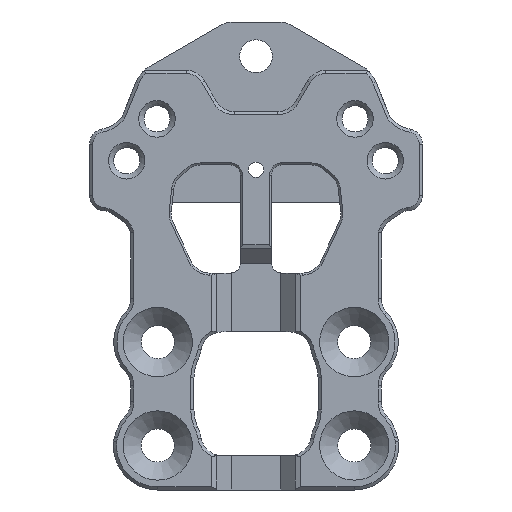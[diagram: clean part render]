
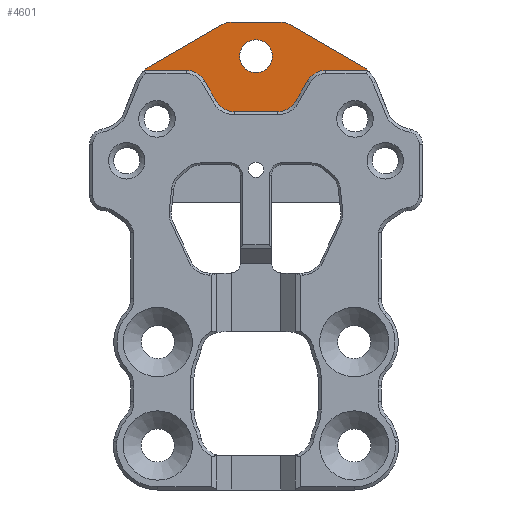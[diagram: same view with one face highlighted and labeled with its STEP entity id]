
A CAD part, front view. The second image highlights one B-rep face of the part: STEP entity #4601.
In plain terms, the highlighted planar face has unit normal (0, -1, 0).
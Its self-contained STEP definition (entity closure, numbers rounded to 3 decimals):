
#24=FACE_BOUND('',#864,.T.);
#216=CIRCLE('',#4893,3.);
#218=CIRCLE('',#4897,2.);
#219=CIRCLE('',#4900,2.);
#220=CIRCLE('',#4903,2.);
#221=CIRCLE('',#4906,2.);
#223=CIRCLE('',#4910,3.);
#291=CIRCLE('',#5035,2.);
#292=CIRCLE('',#5036,2.);
#293=CIRCLE('',#5037,1.6);
#593=FACE_OUTER_BOUND('',#863,.T.);
#863=EDGE_LOOP('',(#3629,#3630,#3631,#3632,#3633,#3634,#3635,#3636,#3637,
#3638,#3639,#3640,#3641,#3642,#3643,#3644));
#864=EDGE_LOOP('',(#3645));
#1138=LINE('',#7191,#1552);
#1141=LINE('',#7199,#1555);
#1144=LINE('',#7207,#1558);
#1147=LINE('',#7215,#1561);
#1150=LINE('',#7223,#1564);
#1237=LINE('',#7573,#1651);
#1238=LINE('',#7577,#1652);
#1239=LINE('',#7580,#1653);
#1552=VECTOR('',#5697,10.);
#1555=VECTOR('',#5706,10.);
#1558=VECTOR('',#5715,10.);
#1561=VECTOR('',#5724,10.);
#1564=VECTOR('',#5733,10.);
#1651=VECTOR('',#6074,10.);
#1652=VECTOR('',#6077,10.);
#1653=VECTOR('',#6080,10.);
#1980=VERTEX_POINT('',#7181);
#1981=VERTEX_POINT('',#7183);
#1983=VERTEX_POINT('',#7189);
#1984=VERTEX_POINT('',#7193);
#1985=VERTEX_POINT('',#7197);
#1986=VERTEX_POINT('',#7201);
#1987=VERTEX_POINT('',#7205);
#1988=VERTEX_POINT('',#7209);
#1989=VERTEX_POINT('',#7213);
#1990=VERTEX_POINT('',#7217);
#1991=VERTEX_POINT('',#7221);
#1994=VERTEX_POINT('',#7229);
#2106=VERTEX_POINT('',#7572);
#2107=VERTEX_POINT('',#7574);
#2108=VERTEX_POINT('',#7576);
#2109=VERTEX_POINT('',#7578);
#2110=VERTEX_POINT('',#7581);
#2482=EDGE_CURVE('',#1981,#1980,#216,.T.);
#2486=EDGE_CURVE('',#1983,#1980,#1138,.T.);
#2488=EDGE_CURVE('',#1983,#1984,#218,.T.);
#2490=EDGE_CURVE('',#1984,#1985,#1141,.T.);
#2492=EDGE_CURVE('',#1985,#1986,#219,.T.);
#2494=EDGE_CURVE('',#1986,#1987,#1144,.T.);
#2496=EDGE_CURVE('',#1987,#1988,#220,.T.);
#2498=EDGE_CURVE('',#1989,#1988,#1147,.T.);
#2500=EDGE_CURVE('',#1990,#1989,#221,.T.);
#2502=EDGE_CURVE('',#1991,#1990,#1150,.T.);
#2506=EDGE_CURVE('',#1991,#1994,#223,.T.);
#2669=EDGE_CURVE('',#2106,#1994,#1237,.T.);
#2670=EDGE_CURVE('',#2107,#2106,#291,.T.);
#2671=EDGE_CURVE('',#2108,#2107,#1238,.T.);
#2672=EDGE_CURVE('',#2108,#2109,#292,.T.);
#2673=EDGE_CURVE('',#2109,#1981,#1239,.T.);
#2674=EDGE_CURVE('',#2110,#2110,#293,.T.);
#3629=ORIENTED_EDGE('',*,*,#2502,.F.);
#3630=ORIENTED_EDGE('',*,*,#2506,.T.);
#3631=ORIENTED_EDGE('',*,*,#2669,.F.);
#3632=ORIENTED_EDGE('',*,*,#2670,.F.);
#3633=ORIENTED_EDGE('',*,*,#2671,.F.);
#3634=ORIENTED_EDGE('',*,*,#2672,.T.);
#3635=ORIENTED_EDGE('',*,*,#2673,.T.);
#3636=ORIENTED_EDGE('',*,*,#2482,.T.);
#3637=ORIENTED_EDGE('',*,*,#2486,.F.);
#3638=ORIENTED_EDGE('',*,*,#2488,.T.);
#3639=ORIENTED_EDGE('',*,*,#2490,.T.);
#3640=ORIENTED_EDGE('',*,*,#2492,.T.);
#3641=ORIENTED_EDGE('',*,*,#2494,.T.);
#3642=ORIENTED_EDGE('',*,*,#2496,.T.);
#3643=ORIENTED_EDGE('',*,*,#2498,.F.);
#3644=ORIENTED_EDGE('',*,*,#2500,.F.);
#3645=ORIENTED_EDGE('',*,*,#2674,.F.);
#4414=PLANE('',#5034);
#4601=ADVANCED_FACE('',(#593,#24),#4414,.T.);
#4893=AXIS2_PLACEMENT_3D('',#7184,#5689,#5690);
#4897=AXIS2_PLACEMENT_3D('',#7195,#5701,#5702);
#4900=AXIS2_PLACEMENT_3D('',#7203,#5710,#5711);
#4903=AXIS2_PLACEMENT_3D('',#7211,#5719,#5720);
#4906=AXIS2_PLACEMENT_3D('',#7219,#5728,#5729);
#4910=AXIS2_PLACEMENT_3D('',#7231,#5740,#5741);
#5034=AXIS2_PLACEMENT_3D('',#7571,#6072,#6073);
#5035=AXIS2_PLACEMENT_3D('',#7575,#6075,#6076);
#5036=AXIS2_PLACEMENT_3D('',#7579,#6078,#6079);
#5037=AXIS2_PLACEMENT_3D('',#7582,#6081,#6082);
#5689=DIRECTION('center_axis',(0.,-1.,0.));
#5690=DIRECTION('ref_axis',(-0.754,0.,0.656));
#5697=DIRECTION('',(-1.,0.,0.));
#5701=DIRECTION('center_axis',(0.,1.,0.));
#5702=DIRECTION('ref_axis',(0.,0.,
1.));
#5706=DIRECTION('',(0.5,0.,-0.866));
#5710=DIRECTION('center_axis',(0.,-1.,0.));
#5711=DIRECTION('ref_axis',(-0.5,0.,-0.866));
#5715=DIRECTION('',(1.,0.,0.));
#5719=DIRECTION('center_axis',(0.,-1.,0.));
#5720=DIRECTION('ref_axis',(0.5,0.,-0.866));
#5724=DIRECTION('',(-0.5,0.,-0.866));
#5728=DIRECTION('center_axis',(0.,-1.,0.));
#5729=DIRECTION('ref_axis',(0.,0.,1.));
#5733=DIRECTION('',(-1.,0.,0.));
#5740=DIRECTION('center_axis',(0.,-1.,0.));
#5741=DIRECTION('ref_axis',(0.754,0.,0.656));
#6072=DIRECTION('center_axis',(0.,-1.,0.));
#6073=DIRECTION('ref_axis',(1.,0.,0.));
#6074=DIRECTION('',(0.866,0.,-0.5));
#6075=DIRECTION('center_axis',(0.,1.,0.));
#6076=DIRECTION('ref_axis',(0.259,0.,0.966));
#6077=DIRECTION('',(1.,0.,0.));
#6078=DIRECTION('center_axis',(0.,-1.,0.));
#6079=DIRECTION('ref_axis',(-0.259,0.,0.966));
#6080=DIRECTION('',(-0.866,0.,-0.5));
#6081=DIRECTION('center_axis',(0.,-1.,0.));
#6082=DIRECTION('ref_axis',(0.,0.,
1.));
#7181=CARTESIAN_POINT('',(-11.295,-19.429,25.279));
#7183=CARTESIAN_POINT('',(-10.799,-19.429,25.638));
#7184=CARTESIAN_POINT('Origin',(-9.299,-19.429,23.04));
#7189=CARTESIAN_POINT('',(-7.224,-19.429,25.279));
#7191=CARTESIAN_POINT('',(2.865,-19.429,25.279));
#7193=CARTESIAN_POINT('',(-5.492,-19.429,24.279));
#7195=CARTESIAN_POINT('Origin',(-7.224,-19.429,23.279));
#7197=CARTESIAN_POINT('',(-4.338,-19.429,22.279));
#7199=CARTESIAN_POINT('',(-5.492,-19.429,24.279));
#7201=CARTESIAN_POINT('',(-2.606,-19.429,21.279));
#7203=CARTESIAN_POINT('Origin',(-2.606,-19.429,23.279));
#7205=CARTESIAN_POINT('',(1.609,-19.429,21.279));
#7207=CARTESIAN_POINT('',(-1.552,-19.429,21.279));
#7209=CARTESIAN_POINT('',(3.341,-19.429,22.279));
#7211=CARTESIAN_POINT('Origin',(1.609,-19.429,23.279));
#7213=CARTESIAN_POINT('',(4.496,-19.429,24.279));
#7215=CARTESIAN_POINT('',(4.496,-19.429,24.279));
#7217=CARTESIAN_POINT('',(6.228,-19.429,25.279));
#7219=CARTESIAN_POINT('Origin',(6.228,-19.429,23.279));
#7221=CARTESIAN_POINT('',(10.299,-19.429,25.279));
#7223=CARTESIAN_POINT('',(-3.861,-19.429,25.279));
#7229=CARTESIAN_POINT('',(9.802,-19.429,25.638));
#7231=CARTESIAN_POINT('Origin',(8.302,-19.429,23.04));
#7571=CARTESIAN_POINT('Origin',(-0.498,-19.429,23.029));
#7572=CARTESIAN_POINT('',(2.798,-19.429,29.682));
#7573=CARTESIAN_POINT('',(5.238,-19.429,28.273));
#7574=CARTESIAN_POINT('',(1.798,-19.429,29.95));
#7575=CARTESIAN_POINT('Origin',(1.798,-19.429,27.95));
#7576=CARTESIAN_POINT('',(-2.795,-19.429,29.95));
#7577=CARTESIAN_POINT('',(-2.348,-19.429,29.95));
#7578=CARTESIAN_POINT('',(-3.795,-19.429,29.682));
#7579=CARTESIAN_POINT('Origin',(-2.795,-19.429,27.95));
#7580=CARTESIAN_POINT('',(-6.235,-19.429,28.273));
#7581=CARTESIAN_POINT('',(-0.498,-19.429,25.031));
#7582=CARTESIAN_POINT('Origin',(-0.498,-19.429,26.631));
